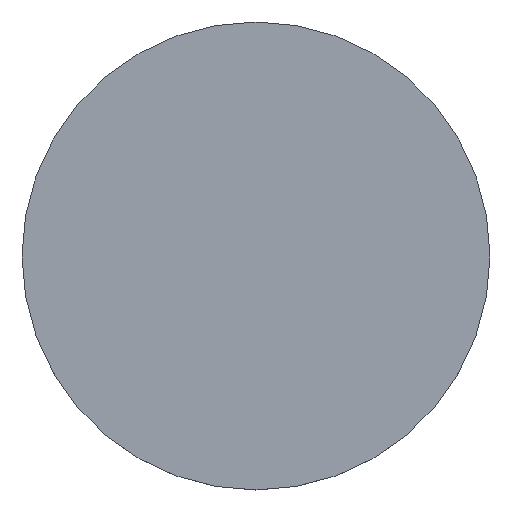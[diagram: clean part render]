
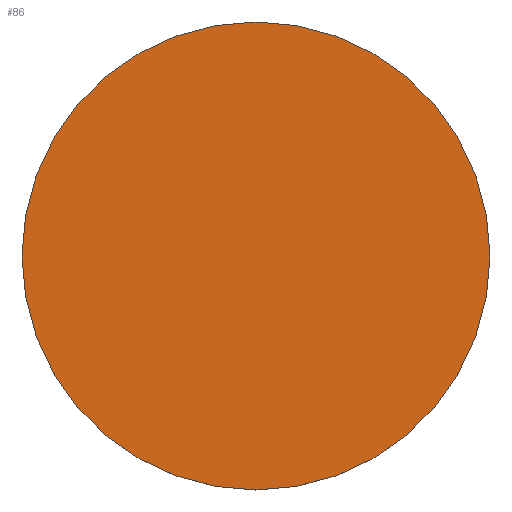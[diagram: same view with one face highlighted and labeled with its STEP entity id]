
A CAD part, top view. The second image highlights one B-rep face of the part: STEP entity #86.
In plain terms, the highlighted planar face has unit normal (0, 0, 1).
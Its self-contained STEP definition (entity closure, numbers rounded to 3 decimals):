
#3 = CARTESIAN_POINT ( 'NONE',  ( -75., 0., 3.25 ) ) ;
#6 = PLANE ( 'NONE',  #59 ) ;
#16 = CARTESIAN_POINT ( 'NONE',  ( 0., 0., 3.25 ) ) ;
#19 = DIRECTION ( 'NONE',  ( 0., 0., 1. ) ) ;
#44 = EDGE_CURVE ( 'NONE', #130, #81, #62, .T. ) ;
#47 = ORIENTED_EDGE ( 'NONE', *, *, #44, .T. ) ;
#49 = DIRECTION ( 'NONE',  ( 1., 0., 0. ) ) ;
#53 = DIRECTION ( 'NONE',  ( 1., 0., 0. ) ) ;
#59 = AXIS2_PLACEMENT_3D ( 'NONE', #110, #121, #137 ) ;
#62 = CIRCLE ( 'NONE', #106, 75. ) ;
#76 = CARTESIAN_POINT ( 'NONE',  ( 0., 0., 3.25 ) ) ;
#81 = VERTEX_POINT ( 'NONE', #3 ) ;
#84 = AXIS2_PLACEMENT_3D ( 'NONE', #16, #19, #53 ) ;
#86 = ADVANCED_FACE ( 'NONE', ( #98 ), #6, .T. ) ;
#91 = CARTESIAN_POINT ( 'NONE',  ( 75., 0., 3.25 ) ) ;
#95 = EDGE_LOOP ( 'NONE', ( #173, #47 ) ) ;
#98 = FACE_OUTER_BOUND ( 'NONE', #95, .T. ) ;
#106 = AXIS2_PLACEMENT_3D ( 'NONE', #76, #134, #49 ) ;
#110 = CARTESIAN_POINT ( 'NONE',  ( 0., 0., 3.25 ) ) ;
#121 = DIRECTION ( 'NONE',  ( 0., 0., 1. ) ) ;
#127 = CIRCLE ( 'NONE', #84, 75. ) ;
#130 = VERTEX_POINT ( 'NONE', #91 ) ;
#134 = DIRECTION ( 'NONE',  ( 0., 0., 1. ) ) ;
#137 = DIRECTION ( 'NONE',  ( 1., 0., 0. ) ) ;
#138 = EDGE_CURVE ( 'NONE', #81, #130, #127, .T. ) ;
#173 = ORIENTED_EDGE ( 'NONE', *, *, #138, .T. ) ;
